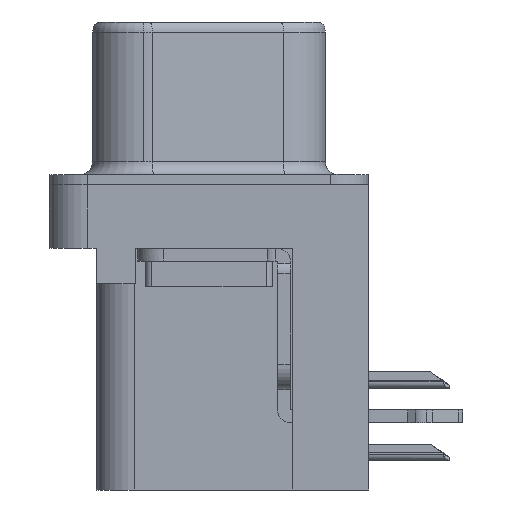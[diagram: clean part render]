
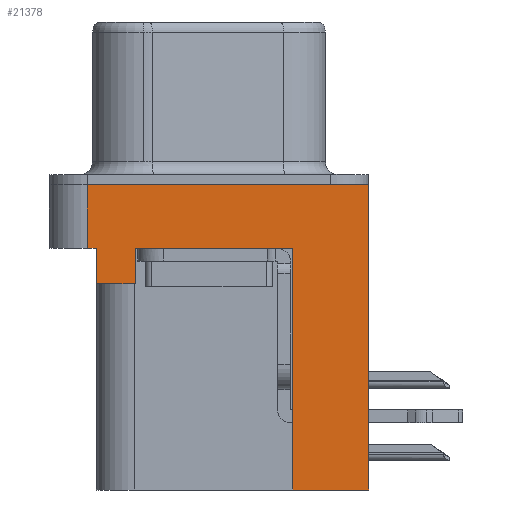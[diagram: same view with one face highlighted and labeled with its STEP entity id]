
A CAD part, left-side view. The second image highlights one B-rep face of the part: STEP entity #21378.
In plain terms, the highlighted planar face has unit normal (-1, 0, 0).
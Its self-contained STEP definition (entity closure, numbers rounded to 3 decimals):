
#320 = DIRECTION ( 'NONE',  ( 0., 1., 0. ) ) ;
#367 = VERTEX_POINT ( 'NONE', #16518 ) ;
#811 = CARTESIAN_POINT ( 'NONE',  ( -2.91, 4.425, -3.9 ) ) ;
#991 = LINE ( 'NONE', #3213, #22897 ) ;
#1387 = DIRECTION ( 'NONE',  ( 0., 0., 1. ) ) ;
#1744 = ORIENTED_EDGE ( 'NONE', *, *, #24532, .F. ) ;
#2024 = DIRECTION ( 'NONE',  ( -1., 0., 0. ) ) ;
#2311 = CARTESIAN_POINT ( 'NONE',  ( -2.91, 4.775, -2.5 ) ) ;
#2370 = CARTESIAN_POINT ( 'NONE',  ( -2.91, 2.895, -2.5 ) ) ;
#2561 = VERTEX_POINT ( 'NONE', #4560 ) ;
#2654 = EDGE_CURVE ( 'NONE', #367, #5636, #18519, .T. ) ;
#3213 = CARTESIAN_POINT ( 'NONE',  ( -2.91, -6.275, -2.5 ) ) ;
#3272 = CARTESIAN_POINT ( 'NONE',  ( -2.91, 2.895, -3.9 ) ) ;
#3490 = VERTEX_POINT ( 'NONE', #4218 ) ;
#4174 = CARTESIAN_POINT ( 'NONE',  ( -2.91, -6.275, -2.5 ) ) ;
#4218 = CARTESIAN_POINT ( 'NONE',  ( -2.91, 4.775, -2.5 ) ) ;
#4415 = VECTOR ( 'NONE', #10619, 1000. ) ;
#4560 = CARTESIAN_POINT ( 'NONE',  ( -2.91, 4.425, -3.9 ) ) ;
#4596 = DIRECTION ( 'NONE',  ( 0., -1., 0. ) ) ;
#4676 = ORIENTED_EDGE ( 'NONE', *, *, #6591, .T. ) ;
#4769 = VERTEX_POINT ( 'NONE', #4830 ) ;
#4830 = CARTESIAN_POINT ( 'NONE',  ( -2.91, 2.895, -3.9 ) ) ;
#5610 = LINE ( 'NONE', #14853, #12309 ) ;
#5636 = VERTEX_POINT ( 'NONE', #19332 ) ;
#5778 = LINE ( 'NONE', #21582, #24927 ) ;
#5938 = DIRECTION ( 'NONE',  ( 0., 0., 1. ) ) ;
#6051 = EDGE_CURVE ( 'NONE', #4769, #15563, #17658, .T. ) ;
#6400 = VECTOR ( 'NONE', #1387, 1000. ) ;
#6591 = EDGE_CURVE ( 'NONE', #15563, #22859, #5778, .T. ) ;
#6670 = EDGE_CURVE ( 'NONE', #4769, #2561, #7881, .T. ) ;
#7881 = LINE ( 'NONE', #17765, #17635 ) ;
#8524 = CARTESIAN_POINT ( 'NONE',  ( -2.91, -6.275, 0. ) ) ;
#8634 = CARTESIAN_POINT ( 'NONE',  ( -2.91, -3.295, -12. ) ) ;
#9596 = PLANE ( 'NONE',  #18349 ) ;
#10269 = EDGE_CURVE ( 'NONE', #3490, #367, #11522, .T. ) ;
#10619 = DIRECTION ( 'NONE',  ( 0., 0., 1. ) ) ;
#11302 = LINE ( 'NONE', #811, #15001 ) ;
#11522 = LINE ( 'NONE', #2311, #12146 ) ;
#11905 = CARTESIAN_POINT ( 'NONE',  ( -2.91, 4.425, -2.5 ) ) ;
#12146 = VECTOR ( 'NONE', #15952, 1000. ) ;
#12309 = VECTOR ( 'NONE', #18535, 1000. ) ;
#12364 = LINE ( 'NONE', #19914, #15429 ) ;
#13124 = ORIENTED_EDGE ( 'NONE', *, *, #18098, .T. ) ;
#13355 = VECTOR ( 'NONE', #16486, 1000. ) ;
#13602 = VERTEX_POINT ( 'NONE', #11905 ) ;
#14538 = ORIENTED_EDGE ( 'NONE', *, *, #6670, .F. ) ;
#14553 = CARTESIAN_POINT ( 'NONE',  ( -2.91, -3.295, -12. ) ) ;
#14853 = CARTESIAN_POINT ( 'NONE',  ( -2.91, -3.295, -12. ) ) ;
#15001 = VECTOR ( 'NONE', #22404, 1000. ) ;
#15429 = VECTOR ( 'NONE', #4596, 1000. ) ;
#15563 = VERTEX_POINT ( 'NONE', #2370 ) ;
#15952 = DIRECTION ( 'NONE',  ( 0., 0., 1. ) ) ;
#16381 = ORIENTED_EDGE ( 'NONE', *, *, #10269, .F. ) ;
#16486 = DIRECTION ( 'NONE',  ( 0., -1., 0. ) ) ;
#16518 = CARTESIAN_POINT ( 'NONE',  ( -2.91, 4.775, 0. ) ) ;
#16776 = DIRECTION ( 'NONE',  ( 0., 0., 1. ) ) ;
#17181 = VERTEX_POINT ( 'NONE', #14553 ) ;
#17473 = ORIENTED_EDGE ( 'NONE', *, *, #22792, .T. ) ;
#17597 = DIRECTION ( 'NONE',  ( 0., -1., 0. ) ) ;
#17635 = VECTOR ( 'NONE', #320, 1000. ) ;
#17658 = LINE ( 'NONE', #3272, #6400 ) ;
#17765 = CARTESIAN_POINT ( 'NONE',  ( -2.91, 4.425, -3.9 ) ) ;
#18098 = EDGE_CURVE ( 'NONE', #3490, #13602, #12364, .T. ) ;
#18349 = AXIS2_PLACEMENT_3D ( 'NONE', #4174, #2024, #5938 ) ;
#18468 = EDGE_CURVE ( 'NONE', #17181, #22859, #20542, .T. ) ;
#18514 = VERTEX_POINT ( 'NONE', #22403 ) ;
#18519 = LINE ( 'NONE', #8524, #13355 ) ;
#18535 = DIRECTION ( 'NONE',  ( 0., 1., 0. ) ) ;
#19116 = CARTESIAN_POINT ( 'NONE',  ( -2.91, -3.295, -2.5 ) ) ;
#19332 = CARTESIAN_POINT ( 'NONE',  ( -2.91, -6.275, 0. ) ) ;
#19914 = CARTESIAN_POINT ( 'NONE',  ( -2.91, -6.275, -2.5 ) ) ;
#19978 = EDGE_CURVE ( 'NONE', #2561, #13602, #11302, .T. ) ;
#19986 = ORIENTED_EDGE ( 'NONE', *, *, #19978, .F. ) ;
#20542 = LINE ( 'NONE', #8634, #4415 ) ;
#21378 = ADVANCED_FACE ( 'NONE', ( #23412 ), #9596, .T. ) ;
#21582 = CARTESIAN_POINT ( 'NONE',  ( -2.91, -6.275, -2.5 ) ) ;
#21947 = ORIENTED_EDGE ( 'NONE', *, *, #2654, .F. ) ;
#22403 = CARTESIAN_POINT ( 'NONE',  ( -2.91, -6.275, -12. ) ) ;
#22404 = DIRECTION ( 'NONE',  ( 0., 0., 1. ) ) ;
#22529 = ORIENTED_EDGE ( 'NONE', *, *, #18468, .F. ) ;
#22769 = EDGE_LOOP ( 'NONE', ( #21947, #16381, #13124, #19986, #14538, #25154, #4676, #22529, #1744, #17473 ) ) ;
#22792 = EDGE_CURVE ( 'NONE', #18514, #5636, #991, .T. ) ;
#22859 = VERTEX_POINT ( 'NONE', #19116 ) ;
#22897 = VECTOR ( 'NONE', #16776, 1000. ) ;
#23412 = FACE_OUTER_BOUND ( 'NONE', #22769, .T. ) ;
#24532 = EDGE_CURVE ( 'NONE', #18514, #17181, #5610, .T. ) ;
#24927 = VECTOR ( 'NONE', #17597, 1000. ) ;
#25154 = ORIENTED_EDGE ( 'NONE', *, *, #6051, .T. ) ;
